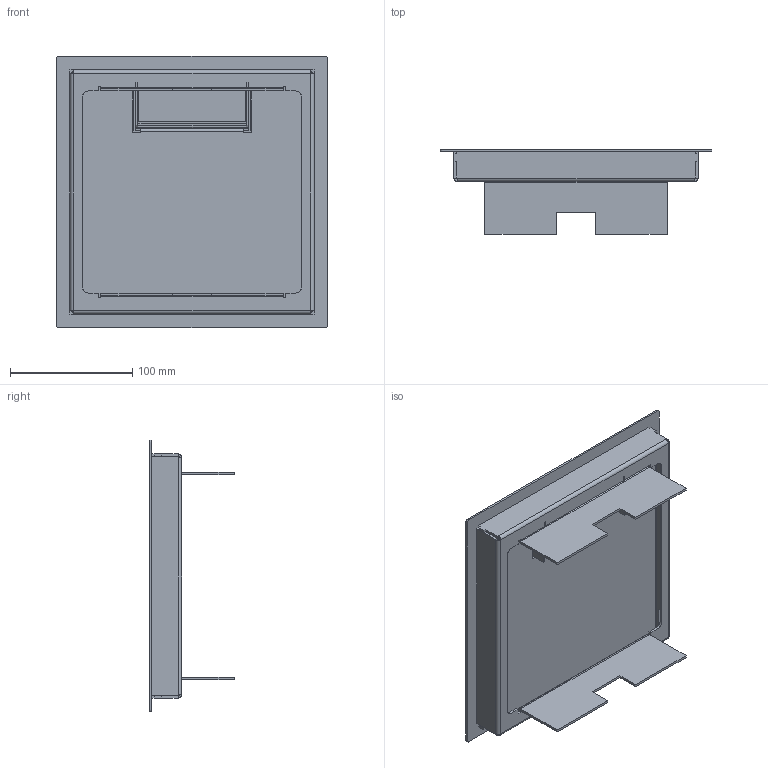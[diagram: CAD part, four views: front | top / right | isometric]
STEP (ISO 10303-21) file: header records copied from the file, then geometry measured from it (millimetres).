
FILE_DESCRIPTION (( 'STEP AP214' ), '1' );
FILE_NAME ('7405191_KSTP1.stp', '2016-05-03T13:00:31', ( '' ), ( '' ), 'SwSTEP 2.0', 'SolidWorks 2014', '' );
FILE_SCHEMA (( 'AUTOMOTIVE_DESIGN' ));
Length unit declared in the file: inch
Products named in the file (12): 066360_39409021 (GES4M-2); 066364T1_GES4M-2; 068780_39410770 (GES4M-2); 068762_Standard (GES4M-2); 7405191_KSTP1; 30736M_72927356 auf GES4M2 Maß geschnitten; 066364_39410720 (GES4M-2); 085483_GES4M-2; 046359_Unterteil mit Sonderstempel; 046279_Standard; 066166_Standard; 066260_39410700 (GES4M-2)
Assembly tree (11 placements, depth 5):
  7405191_KSTP1
    068762_Standard (GES4M-2)
    068780_39410770 (GES4M-2)
    066364_39410720 (GES4M-2)
      066364T1_GES4M-2
      066360_39409021 (GES4M-2)
      085483_GES4M-2
        066260_39410700 (GES4M-2)
        066166_Standard
        046359_Unterteil mit Sonderstempel
          046279_Standard
    30736M_72927356 auf GES4M2 Maß geschnitten
Bounding box: 222.1 x 69 x 222.1 mm (x, y, z)
Volume: 409383.2 mm3; surface area: 370407.8 mm2
Topology: 10 solids, 10 shells, 403 faces, 1095 edges, 712 vertices
Faces by surface type: plane 333, cylinder 62, bspline 8
Entity records: 18644 total; most frequent: CARTESIAN_POINT 2683, ORIENTED_EDGE 2190, DIRECTION 2013, EDGE_CURVE 1095, VECTOR 969, LINE 969, VERTEX_POINT 712, AXIS2_PLACEMENT_3D 522
